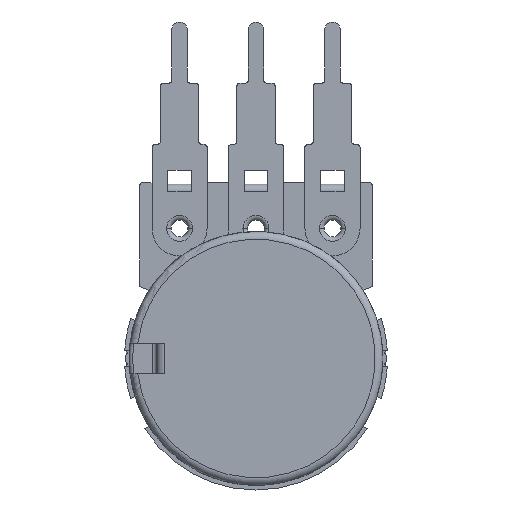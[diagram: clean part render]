
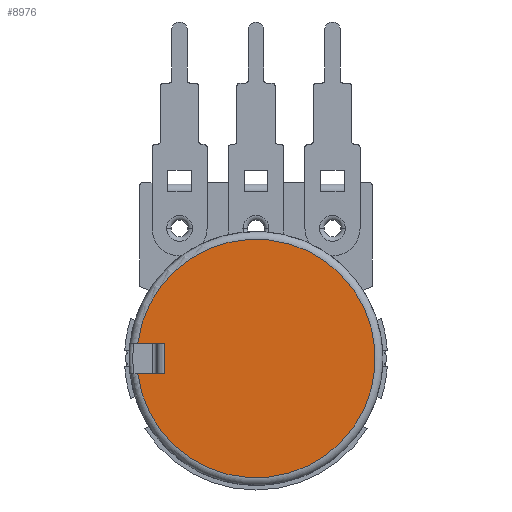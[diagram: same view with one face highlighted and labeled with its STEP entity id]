
A CAD part, front view. The second image highlights one B-rep face of the part: STEP entity #8976.
In plain terms, the highlighted planar face has unit normal (0, -1, 0).
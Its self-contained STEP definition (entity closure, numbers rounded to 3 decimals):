
#8006=DIRECTION('',(0.,0.,-1.));
#8007=VECTOR('',#8006,2.);
#8008=CARTESIAN_POINT('',(-6.,0.,1.));
#8009=LINE('',#8008,#8007);
#8073=DIRECTION('',(-1.,0.,0.));
#8074=VECTOR('',#8073,1.736);
#8075=CARTESIAN_POINT('',(-6.,0.,-1.));
#8076=LINE('',#8075,#8074);
#8085=CARTESIAN_POINT('',(-7.736,0.,-1.));
#8097=CARTESIAN_POINT('',(0.,0.,0.));
#8098=DIRECTION('',(0.,-1.,0.));
#8099=DIRECTION('',(-0.992,0.,-0.128));
#8100=AXIS2_PLACEMENT_3D('',#8097,#8098,#8099);
#8112=CARTESIAN_POINT('',(-7.736,0.,1.));
#8730=DIRECTION('',(1.,0.,0.));
#8731=VECTOR('',#8730,1.736);
#8732=CARTESIAN_POINT('',(-7.736,0.,1.));
#8733=LINE('',#8732,#8731);
#8804=VERTEX_POINT('',#8112);
#8805=VERTEX_POINT('',#8085);
#8853=CARTESIAN_POINT('',(-6.,0.,1.));
#8854=CARTESIAN_POINT('',(-6.,0.,-1.));
#8855=VERTEX_POINT('',#8853);
#8856=VERTEX_POINT('',#8854);
#8961=CARTESIAN_POINT('',(0.,0.,0.));
#8962=DIRECTION('',(0.,1.,0.));
#8963=DIRECTION('',(1.,0.,0.));
#8964=AXIS2_PLACEMENT_3D('',#8961,#8962,#8963);
#8965=PLANE('',#8964);
#8967=ORIENTED_EDGE('',*,*,#8966,.F.);
#8969=ORIENTED_EDGE('',*,*,#8968,.F.);
#8971=ORIENTED_EDGE('',*,*,#8970,.F.);
#8973=ORIENTED_EDGE('',*,*,#8972,.F.);
#8974=EDGE_LOOP('',(#8967,#8969,#8971,#8973));
#8975=FACE_OUTER_BOUND('',#8974,.F.);
#8976=ADVANCED_FACE('',(#8975),#8965,.F.);
#8101=CIRCLE('',#8100,7.8);
#8966=EDGE_CURVE('',#8855,#8856,#8009,.T.);
#8968=EDGE_CURVE('',#8804,#8855,#8733,.T.);
#8970=EDGE_CURVE('',#8805,#8804,#8101,.T.);
#8972=EDGE_CURVE('',#8856,#8805,#8076,.T.);
